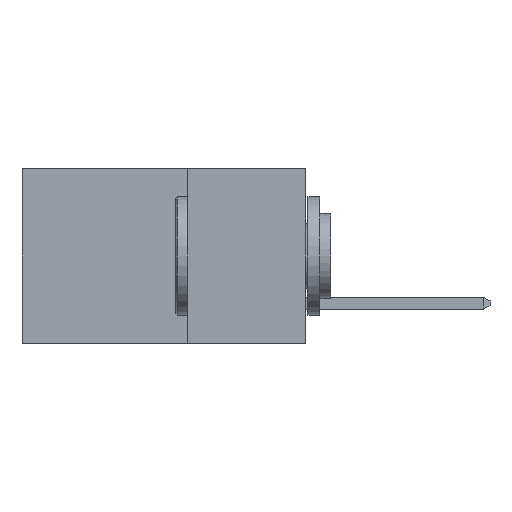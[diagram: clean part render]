
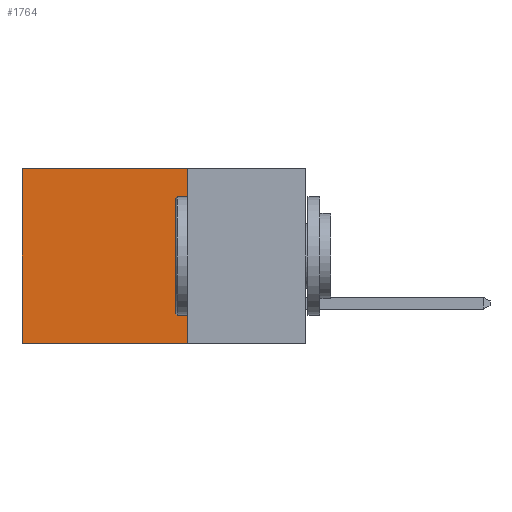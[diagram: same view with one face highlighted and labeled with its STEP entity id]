
A CAD part, left-side view. The second image highlights one B-rep face of the part: STEP entity #1764.
In plain terms, the highlighted planar face has unit normal (-1, 0, 0).
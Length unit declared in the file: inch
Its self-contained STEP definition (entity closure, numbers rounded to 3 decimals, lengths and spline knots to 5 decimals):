
#345 = CARTESIAN_POINT ( 'NONE',  ( 0.298, 0.25, -0.37 ) ) ;
#1218 = VERTEX_POINT ( 'NONE', #345 ) ;
#1591 = VERTEX_POINT ( 'NONE', #9603 ) ;
#1600 = EDGE_CURVE ( 'NONE', #1218, #6482, #6231, .T. ) ;
#1764 = ADVANCED_FACE ( 'NONE', ( #4313 ), #3801, .F. ) ;
#2211 = ORIENTED_EDGE ( 'NONE', *, *, #1600, .F. ) ;
#2330 = CARTESIAN_POINT ( 'NONE',  ( 0.298, 0.6, -0.37 ) ) ;
#2543 = EDGE_CURVE ( 'NONE', #1591, #8376, #8768, .T. ) ;
#2964 = DIRECTION ( 'NONE',  ( 0., 0., -1. ) ) ;
#3233 = DIRECTION ( 'NONE',  ( 0., 0., -1. ) ) ;
#3288 = DIRECTION ( 'NONE',  ( 1., 0., 0. ) ) ;
#3633 = ORIENTED_EDGE ( 'NONE', *, *, #2543, .T. ) ;
#3768 = DIRECTION ( 'NONE',  ( 0., 0., -1. ) ) ;
#3800 = CARTESIAN_POINT ( 'NONE',  ( 0.298, 0.25, 0. ) ) ;
#3801 = PLANE ( 'NONE',  #6694 ) ;
#3963 = CARTESIAN_POINT ( 'NONE',  ( 0.298, 0.25, -0.37 ) ) ;
#3972 = DIRECTION ( 'NONE',  ( 0., 1., 0. ) ) ;
#3990 = ORIENTED_EDGE ( 'NONE', *, *, #7479, .T. ) ;
#4313 = FACE_OUTER_BOUND ( 'NONE', #7473, .T. ) ;
#4350 = VECTOR ( 'NONE', #3233, 39.37008 ) ;
#5110 = CARTESIAN_POINT ( 'NONE',  ( 0.298, 0.6, 0. ) ) ;
#5582 = CARTESIAN_POINT ( 'NONE',  ( 0.298, 0.6, 0. ) ) ;
#5906 = EDGE_CURVE ( 'NONE', #1591, #1218, #7591, .T. ) ;
#6153 = LINE ( 'NONE', #5582, #4350 ) ;
#6231 = LINE ( 'NONE', #3963, #7970 ) ;
#6482 = VERTEX_POINT ( 'NONE', #2330 ) ;
#6575 = VECTOR ( 'NONE', #6650, 39.37008 ) ;
#6650 = DIRECTION ( 'NONE',  ( 0., 1., 0. ) ) ;
#6694 = AXIS2_PLACEMENT_3D ( 'NONE', #3800, #3288, #2964 ) ;
#6833 = CARTESIAN_POINT ( 'NONE',  ( 0.298, 0.25, 0. ) ) ;
#7473 = EDGE_LOOP ( 'NONE', ( #3990, #2211, #8474, #3633 ) ) ;
#7479 = EDGE_CURVE ( 'NONE', #8376, #6482, #6153, .T. ) ;
#7591 = LINE ( 'NONE', #6833, #9303 ) ;
#7601 = CARTESIAN_POINT ( 'NONE',  ( 0.298, 0.25, 0. ) ) ;
#7970 = VECTOR ( 'NONE', #3972, 39.37008 ) ;
#8376 = VERTEX_POINT ( 'NONE', #5110 ) ;
#8474 = ORIENTED_EDGE ( 'NONE', *, *, #5906, .F. ) ;
#8768 = LINE ( 'NONE', #7601, #6575 ) ;
#9303 = VECTOR ( 'NONE', #3768, 39.37008 ) ;
#9603 = CARTESIAN_POINT ( 'NONE',  ( 0.298, 0.25, 0. ) ) ;
